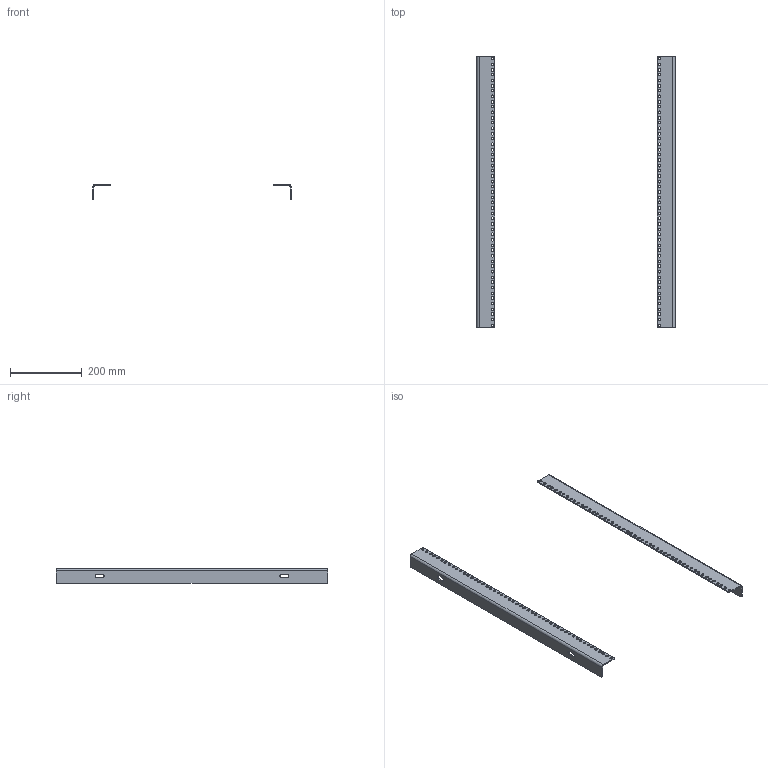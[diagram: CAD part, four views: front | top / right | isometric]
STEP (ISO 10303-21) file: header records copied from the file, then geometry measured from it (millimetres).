
FILE_DESCRIPTION (( 'STEP AP203' ), '1' );
FILE_NAME ('SCE-14R.step', '2021-01-08T15:32:04', ( 'ADC123' ), ( 'Microsoft' ), 'SwSTEP 2.0', 'SolidWorks 2019', '' );
FILE_SCHEMA (( 'CONFIG_CONTROL_DESIGN' ));
Length unit declared in the file: inch
Products named in the file (1): SCE-14R
Bounding box: 552.44 x 755.65 x 41.27 mm (x, y, z)
Volume: 396737.4 mm3; surface area: 268654.5 mm2
Topology: 2 solids, 2 shells, 146 faces, 426 edges, 284 vertices
Faces by surface type: cylinder 122, plane 24
Full cylindrical faces by diameter (mm): 7.137 x102
Entity records: 4965 total; most frequent: DIRECTION 862, CARTESIAN_POINT 755, ORIENTED_EDGE 648, EDGE_LOOP 460, AXIS2_PLACEMENT_3D 391, EDGE_CURVE 324, VERTEX_POINT 284, FACE_OUTER_BOUND 248
